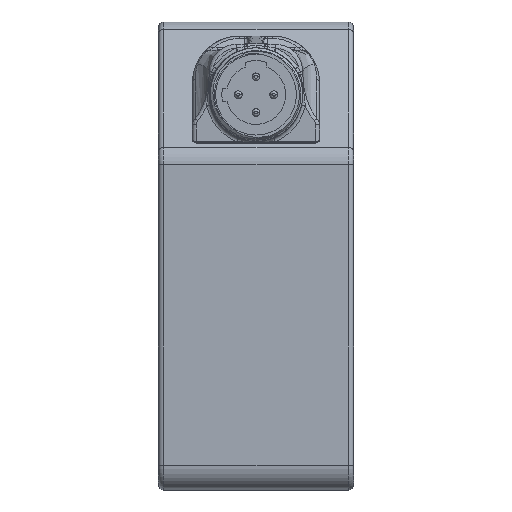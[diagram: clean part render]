
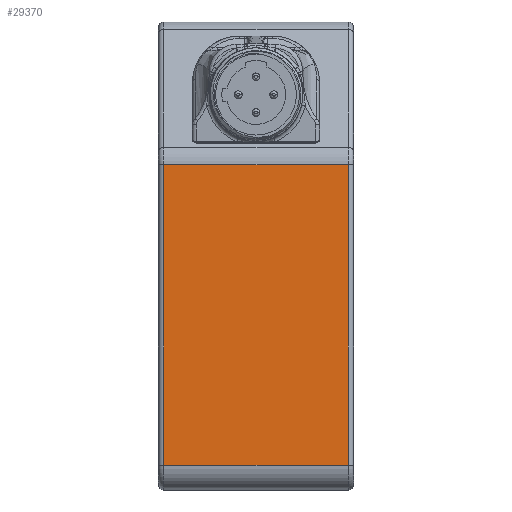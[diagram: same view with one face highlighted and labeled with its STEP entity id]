
A CAD part, left-side view. The second image highlights one B-rep face of the part: STEP entity #29370.
In plain terms, the highlighted planar face has unit normal (-1, 0, 0).
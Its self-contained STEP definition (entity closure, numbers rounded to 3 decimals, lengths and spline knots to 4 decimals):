
#1120=DIRECTION('',(0.,0.,1.));
#1121=VECTOR('',#1120,1.5147);
#1122=CARTESIAN_POINT('',(0.,0.9567,-2.2362));
#1123=LINE('',#1122,#1121);
#1268=DIRECTION('',(0.,-1.,0.));
#1269=VECTOR('',#1268,0.9291);
#1270=CARTESIAN_POINT('',(0.,0.9567,-2.2362));
#1271=LINE('',#1270,#1269);
#1280=DIRECTION('',(0.,-1.,0.));
#1281=VECTOR('',#1280,0.9291);
#1282=CARTESIAN_POINT('',(0.,0.9567,-0.7215));
#1283=LINE('',#1282,#1281);
#1561=DIRECTION('',(0.,0.,-1.));
#1562=VECTOR('',#1561,1.5147);
#1563=CARTESIAN_POINT('',(0.,0.0276,-0.7215));
#1564=LINE('',#1563,#1562);
#24021=CARTESIAN_POINT('',(0.,0.9567,-2.2362));
#24022=VERTEX_POINT('',#24021);
#24025=CARTESIAN_POINT('',(0.,0.9567,-0.7215));
#24026=VERTEX_POINT('',#24025);
#24061=CARTESIAN_POINT('',(0.,0.0276,-0.7215));
#24062=VERTEX_POINT('',#24061);
#24065=CARTESIAN_POINT('',(0.,0.0276,-2.2362));
#24066=VERTEX_POINT('',#24065);
#29357=CARTESIAN_POINT('',(0.,0.,-2.3622));
#29358=DIRECTION('',(-1.,0.,0.));
#29359=DIRECTION('',(0.,0.,1.));
#29360=AXIS2_PLACEMENT_3D('',#29357,#29358,#29359);
#29361=PLANE('',#29360);
#29362=ORIENTED_EDGE('',*,*,#29175,.T.);
#29364=ORIENTED_EDGE('',*,*,#29363,.T.);
#29366=ORIENTED_EDGE('',*,*,#29365,.T.);
#29367=ORIENTED_EDGE('',*,*,#29349,.F.);
#29368=EDGE_LOOP('',(#29362,#29364,#29366,#29367));
#29369=FACE_OUTER_BOUND('',#29368,.F.);
#29370=ADVANCED_FACE('',(#29369),#29361,.T.);
#29175=EDGE_CURVE('',#24022,#24026,#1123,.T.);
#29349=EDGE_CURVE('',#24022,#24066,#1271,.T.);
#29363=EDGE_CURVE('',#24026,#24062,#1283,.T.);
#29365=EDGE_CURVE('',#24062,#24066,#1564,.T.);
